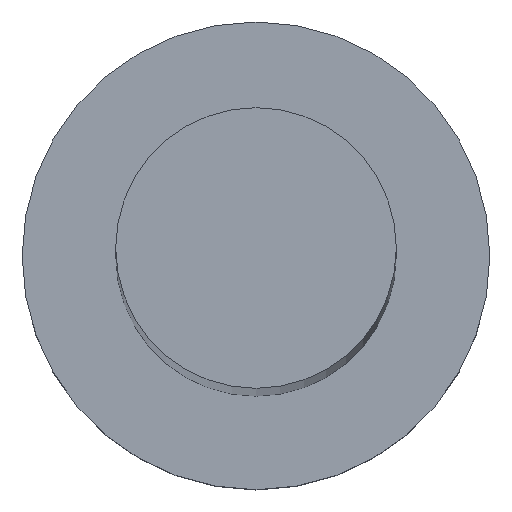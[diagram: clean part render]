
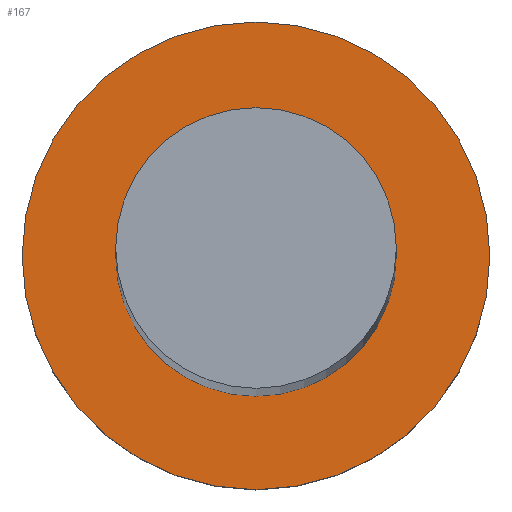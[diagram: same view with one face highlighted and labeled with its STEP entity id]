
A CAD part, top view. The second image highlights one B-rep face of the part: STEP entity #167.
In plain terms, the highlighted planar face has unit normal (0, 0, 1).
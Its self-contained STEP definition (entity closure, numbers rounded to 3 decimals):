
#1 = VERTEX_POINT ( 'NONE', #171 ) ;
#3 = AXIS2_PLACEMENT_3D ( 'NONE', #212, #89, #146 ) ;
#4 = ORIENTED_EDGE ( 'NONE', *, *, #249, .T. ) ;
#5 = VERTEX_POINT ( 'NONE', #50 ) ;
#6 = DIRECTION ( 'NONE',  ( 0., 0., 1. ) ) ;
#12 = CARTESIAN_POINT ( 'NONE',  ( 0., 0., 7. ) ) ;
#16 = CARTESIAN_POINT ( 'NONE',  ( 0., 0., 7. ) ) ;
#40 = EDGE_CURVE ( 'NONE', #169, #1, #243, .T. ) ;
#43 = AXIS2_PLACEMENT_3D ( 'NONE', #12, #6, #247 ) ;
#48 = CARTESIAN_POINT ( 'NONE',  ( -10., 0., 7. ) ) ;
#49 = CARTESIAN_POINT ( 'NONE',  ( 0., 0., 7. ) ) ;
#50 = CARTESIAN_POINT ( 'NONE',  ( -6., 0., 7. ) ) ;
#52 = CIRCLE ( 'NONE', #151, 10. ) ;
#69 = CARTESIAN_POINT ( 'NONE',  ( 0., 0., 7. ) ) ;
#74 = DIRECTION ( 'NONE',  ( 0., 0., 1. ) ) ;
#76 = DIRECTION ( 'NONE',  ( 0., 0., 1. ) ) ;
#77 = AXIS2_PLACEMENT_3D ( 'NONE', #69, #74, #207 ) ;
#81 = ORIENTED_EDGE ( 'NONE', *, *, #40, .T. ) ;
#89 = DIRECTION ( 'NONE',  ( 0., 0., 1. ) ) ;
#90 = EDGE_CURVE ( 'NONE', #5, #239, #205, .T. ) ;
#103 = DIRECTION ( 'NONE',  ( 1., 0., 0. ) ) ;
#106 = EDGE_CURVE ( 'NONE', #239, #5, #188, .T. ) ;
#113 = CARTESIAN_POINT ( 'NONE',  ( 6., 0., 7. ) ) ;
#116 = EDGE_LOOP ( 'NONE', ( #168, #119 ) ) ;
#119 = ORIENTED_EDGE ( 'NONE', *, *, #106, .F. ) ;
#123 = DIRECTION ( 'NONE',  ( 0., 0., 1. ) ) ;
#130 = PLANE ( 'NONE',  #3 ) ;
#143 = EDGE_LOOP ( 'NONE', ( #81, #4 ) ) ;
#146 = DIRECTION ( 'NONE',  ( 1., 0., 0. ) ) ;
#151 = AXIS2_PLACEMENT_3D ( 'NONE', #16, #76, #196 ) ;
#152 = FACE_BOUND ( 'NONE', #116, .T. ) ;
#167 = ADVANCED_FACE ( 'NONE', ( #152, #231 ), #130, .T. ) ;
#168 = ORIENTED_EDGE ( 'NONE', *, *, #90, .F. ) ;
#169 = VERTEX_POINT ( 'NONE', #48 ) ;
#171 = CARTESIAN_POINT ( 'NONE',  ( 10., 0., 7. ) ) ;
#188 = CIRCLE ( 'NONE', #77, 6. ) ;
#196 = DIRECTION ( 'NONE',  ( 1., 0., 0. ) ) ;
#201 = AXIS2_PLACEMENT_3D ( 'NONE', #49, #123, #103 ) ;
#205 = CIRCLE ( 'NONE', #43, 6. ) ;
#207 = DIRECTION ( 'NONE',  ( 1., 0., 0. ) ) ;
#212 = CARTESIAN_POINT ( 'NONE',  ( 0., 0., 7. ) ) ;
#231 = FACE_OUTER_BOUND ( 'NONE', #143, .T. ) ;
#239 = VERTEX_POINT ( 'NONE', #113 ) ;
#243 = CIRCLE ( 'NONE', #201, 10. ) ;
#247 = DIRECTION ( 'NONE',  ( 1., 0., 0. ) ) ;
#249 = EDGE_CURVE ( 'NONE', #1, #169, #52, .T. ) ;
